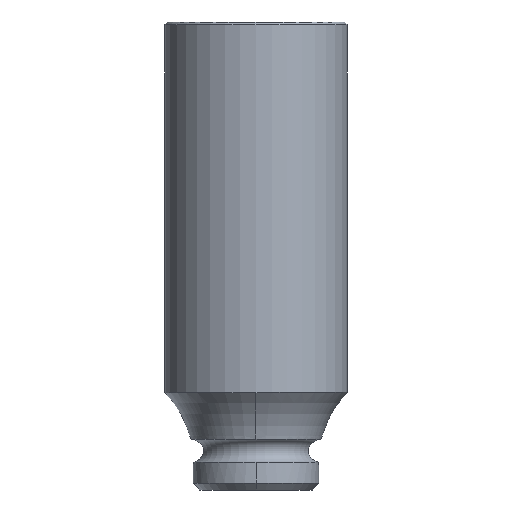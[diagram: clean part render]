
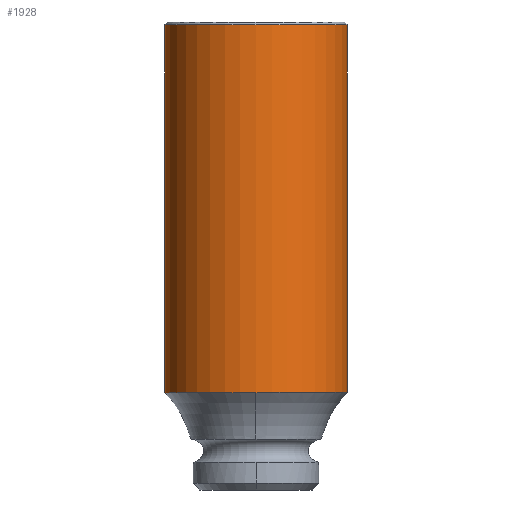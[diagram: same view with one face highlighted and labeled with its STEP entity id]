
A CAD part, left-side view. The second image highlights one B-rep face of the part: STEP entity #1928.
In plain terms, the highlighted cylindrical face has radius 9.35 mm (diameter 18.7 mm), a partial arc.
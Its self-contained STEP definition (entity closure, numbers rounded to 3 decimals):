
#846=CARTESIAN_POINT('',(0.,0.,47.7));
#847=DIRECTION('',(0.,0.,1.));
#848=DIRECTION('',(0.,1.,0.));
#849=AXIS2_PLACEMENT_3D('',#846,#847,#848);
#851=CARTESIAN_POINT('',(0.,0.,10.));
#852=DIRECTION('',(0.,0.,1.));
#853=DIRECTION('',(-1.,0.,0.));
#854=AXIS2_PLACEMENT_3D('',#851,#852,#853);
#856=CARTESIAN_POINT('',(0.,0.,10.));
#857=DIRECTION('',(0.,0.,1.));
#858=DIRECTION('',(0.,1.,0.));
#859=AXIS2_PLACEMENT_3D('',#856,#857,#858);
#866=DIRECTION('',(0.,0.,1.));
#867=VECTOR('',#866,37.7);
#868=CARTESIAN_POINT('',(0.,9.35,10.));
#869=LINE('',#868,#867);
#870=DIRECTION('',(0.,0.,1.));
#871=VECTOR('',#870,37.7);
#872=CARTESIAN_POINT('',(0.,-9.35,10.));
#873=LINE('',#872,#871);
#1002=CARTESIAN_POINT('',(0.,9.35,10.));
#1003=CARTESIAN_POINT('',(-9.35,0.,10.));
#1004=VERTEX_POINT('',#1002);
#1005=VERTEX_POINT('',#1003);
#1006=CARTESIAN_POINT('',(0.,-9.35,10.));
#1007=VERTEX_POINT('',#1006);
#1037=CARTESIAN_POINT('',(0.,-9.35,47.7));
#1038=CARTESIAN_POINT('',(0.,9.35,47.7));
#1039=VERTEX_POINT('',#1037);
#1040=VERTEX_POINT('',#1038);
#1913=CARTESIAN_POINT('',(0.,0.,8.1));
#1914=DIRECTION('',(0.,0.,1.));
#1915=DIRECTION('',(0.,1.,0.));
#1916=AXIS2_PLACEMENT_3D('',#1913,#1914,#1915);
#1917=CYLINDRICAL_SURFACE('',#1916,9.35);
#1918=ORIENTED_EDGE('',*,*,#1907,.T.);
#1920=ORIENTED_EDGE('',*,*,#1919,.F.);
#1922=ORIENTED_EDGE('',*,*,#1921,.F.);
#1923=ORIENTED_EDGE('',*,*,#1221,.F.);
#1925=ORIENTED_EDGE('',*,*,#1924,.T.);
#1926=EDGE_LOOP('',(#1918,#1920,#1922,#1923,#1925));
#1927=FACE_OUTER_BOUND('',#1926,.F.);
#1928=ADVANCED_FACE('',(#1927),#1917,.T.);
#850=CIRCLE('',#849,9.35);
#855=CIRCLE('',#854,9.35);
#860=CIRCLE('',#859,9.35);
#1221=EDGE_CURVE('',#1004,#1005,#860,.T.);
#1907=EDGE_CURVE('',#1040,#1039,#850,.T.);
#1919=EDGE_CURVE('',#1007,#1039,#873,.T.);
#1921=EDGE_CURVE('',#1005,#1007,#855,.T.);
#1924=EDGE_CURVE('',#1004,#1040,#869,.T.);
